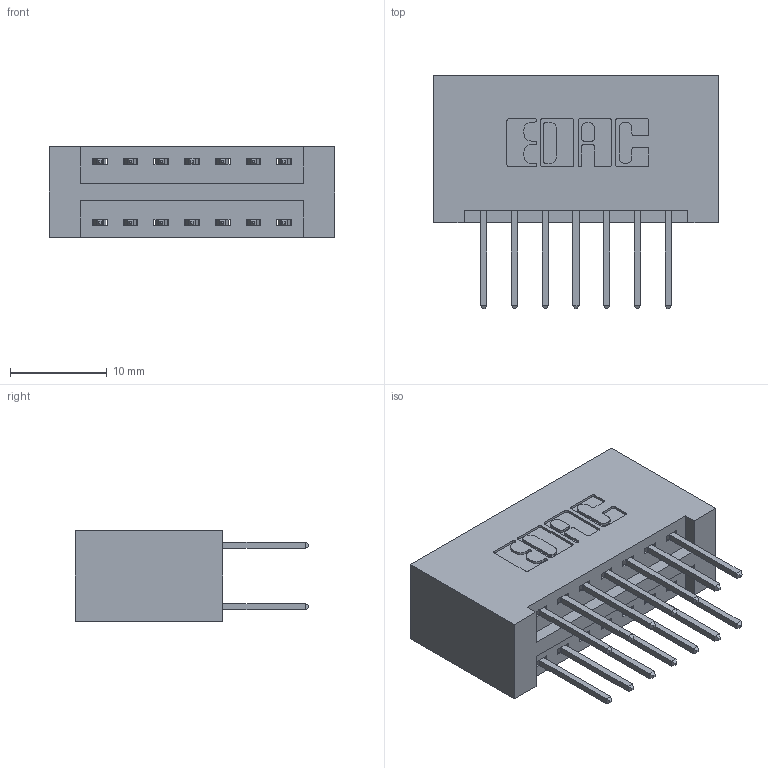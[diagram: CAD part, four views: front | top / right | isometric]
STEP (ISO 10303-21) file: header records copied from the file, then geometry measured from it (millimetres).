
FILE_DESCRIPTION (( 'STEP AP203' ), '1' );
FILE_NAME ('346-014-526-201.STEP', '2022-05-18T14:14:58', ( '' ), ( '' ), 'SwSTEP 2.0', 'SolidWorks 2020', '' );
FILE_SCHEMA (( 'CONFIG_CONTROL_DESIGN' ));
Length unit declared in the file: inch
Products named in the file (3): 346 Part_No Mounting Lugs; 345-292-001_345-293-126; 346-014-526-201
Assembly tree (15 placements, depth 2):
  346-014-526-201
    346 Part_No Mounting Lugs
    345-292-001_345-293-126  x14
Bounding box: 29.46 x 24.13 x 9.4 mm (x, y, z)
Volume: 3197.5 mm3; surface area: 4111 mm2
Topology: 15 solids, 15 shells, 842 faces, 2475 edges, 1630 vertices
Faces by surface type: plane 562, cylinder 280
Entity records: 9021 total; most frequent: CARTESIAN_POINT 1532, ORIENTED_EDGE 1466, DIRECTION 1397, EDGE_CURVE 733, LINE 581, VECTOR 581, VERTEX_POINT 486, AXIS2_PLACEMENT_3D 408
